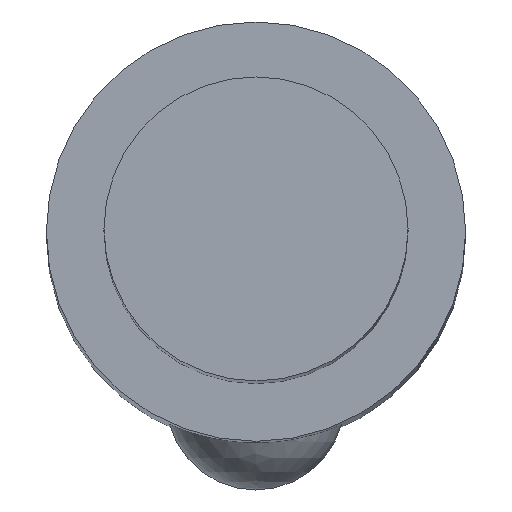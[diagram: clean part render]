
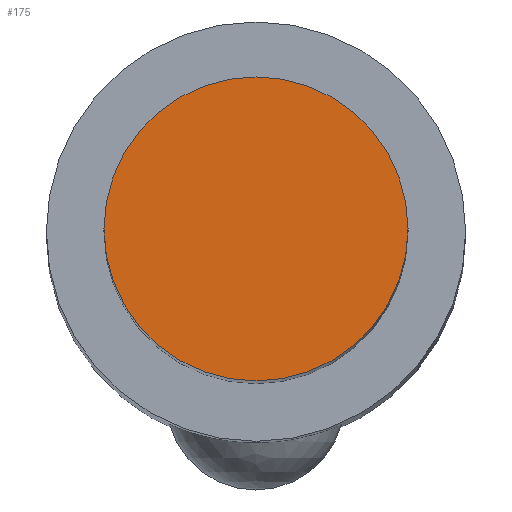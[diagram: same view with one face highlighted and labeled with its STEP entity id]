
A CAD part, top view. The second image highlights one B-rep face of the part: STEP entity #175.
In plain terms, the highlighted planar face has unit normal (0, 0, 1).
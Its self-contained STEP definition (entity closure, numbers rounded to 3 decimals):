
#47=FACE_OUTER_BOUND('',#63,.T.);
#63=EDGE_LOOP('',(#139));
#78=CIRCLE('',#218,1.45);
#90=VERTEX_POINT('',#355);
#108=EDGE_CURVE('',#90,#90,#78,.T.);
#139=ORIENTED_EDGE('',*,*,#108,.T.);
#165=PLANE('',#217);
#175=ADVANCED_FACE('',(#47),#165,.T.);
#217=AXIS2_PLACEMENT_3D('',#354,#259,#260);
#218=AXIS2_PLACEMENT_3D('',#356,#261,#262);
#259=DIRECTION('center_axis',(0.,0.,1.));
#260=DIRECTION('ref_axis',(1.,0.,0.));
#261=DIRECTION('center_axis',(0.,0.,1.));
#262=DIRECTION('ref_axis',(1.,0.,0.));
#354=CARTESIAN_POINT('Origin',(-2.129,1.35,32.386));
#355=CARTESIAN_POINT('',(-0.679,1.35,32.386));
#356=CARTESIAN_POINT('Origin',(-2.129,1.35,32.386));
